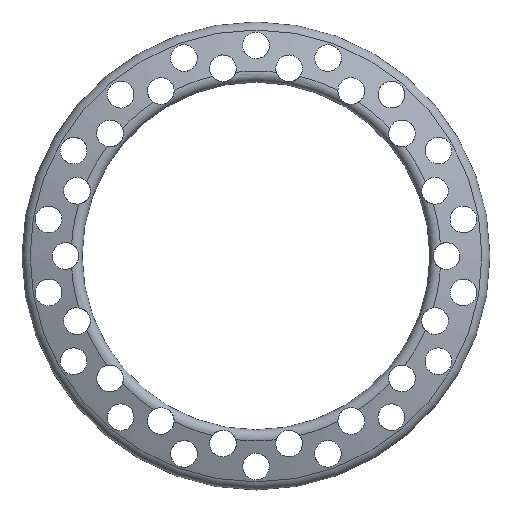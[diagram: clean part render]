
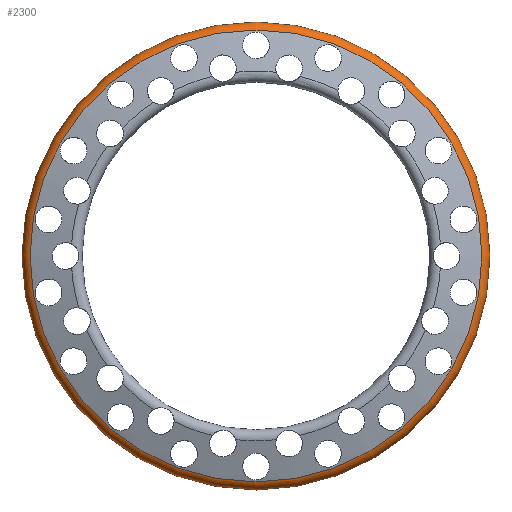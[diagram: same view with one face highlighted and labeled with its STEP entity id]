
A CAD part, top view. The second image highlights one B-rep face of the part: STEP entity #2300.
In plain terms, the highlighted toroidal (fillet/blend) face has major radius 665 mm and minor radius 35 mm.
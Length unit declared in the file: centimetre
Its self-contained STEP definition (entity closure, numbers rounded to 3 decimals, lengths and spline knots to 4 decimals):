
#83=TOROIDAL_SURFACE('',#2485,66.5,3.5);
#160=FACE_OUTER_BOUND('',#279,.T.);
#279=EDGE_LOOP('',(#2132,#2133,#2134,#2135,#2136,#2137));
#704=CIRCLE('',#2398,67.6004);
#705=CIRCLE('',#2399,67.6004);
#740=CIRCLE('',#2486,70.);
#741=CIRCLE('',#2487,3.5);
#742=CIRCLE('',#2488,70.);
#972=VERTEX_POINT('',#7298);
#973=VERTEX_POINT('',#7299);
#1011=VERTEX_POINT('',#8700);
#1012=VERTEX_POINT('',#8701);
#1298=EDGE_CURVE('',#972,#973,#704,.T.);
#1299=EDGE_CURVE('',#973,#972,#705,.T.);
#1389=EDGE_CURVE('',#1011,#1012,#740,.T.);
#1390=EDGE_CURVE('',#1011,#972,#741,.T.);
#1391=EDGE_CURVE('',#1012,#1011,#742,.T.);
#2132=ORIENTED_EDGE('',*,*,#1389,.F.);
#2133=ORIENTED_EDGE('',*,*,#1390,.T.);
#2134=ORIENTED_EDGE('',*,*,#1298,.T.);
#2135=ORIENTED_EDGE('',*,*,#1299,.T.);
#2136=ORIENTED_EDGE('',*,*,#1390,.F.);
#2137=ORIENTED_EDGE('',*,*,#1391,.F.);
#2300=ADVANCED_FACE('',(#160),#83,.T.);
#2398=AXIS2_PLACEMENT_3D('',#7300,#2736,#2737);
#2399=AXIS2_PLACEMENT_3D('',#7301,#2738,#2739);
#2485=AXIS2_PLACEMENT_3D('',#8699,#2929,#2930);
#2486=AXIS2_PLACEMENT_3D('',#8702,#2931,#2932);
#2487=AXIS2_PLACEMENT_3D('',#8703,#2933,#2934);
#2488=AXIS2_PLACEMENT_3D('',#8704,#2935,#2936);
#2736=DIRECTION('center_axis',(0.,0.,-1.));
#2737=DIRECTION('ref_axis',(-1.,0.,0.));
#2738=DIRECTION('center_axis',(0.,0.,-1.));
#2739=DIRECTION('ref_axis',(-1.,0.,0.));
#2929=DIRECTION('center_axis',(0.,0.,-1.));
#2930=DIRECTION('ref_axis',(0.,1.,0.));
#2931=DIRECTION('center_axis',(0.,0.,-1.));
#2932=DIRECTION('ref_axis',(-1.,0.,0.));
#2933=DIRECTION('center_axis',(-1.,0.,0.));
#2934=DIRECTION('ref_axis',(0.,-1.,0.));
#2935=DIRECTION('center_axis',(0.,0.,-1.));
#2936=DIRECTION('ref_axis',(-1.,0.,0.));
#7298=CARTESIAN_POINT('',(0.,-67.6004,9.7947));
#7299=CARTESIAN_POINT('',(67.6004,0.,9.7947));
#7300=CARTESIAN_POINT('Origin',(0.,0.,9.7947));
#7301=CARTESIAN_POINT('Origin',(0.,0.,9.7947));
#8699=CARTESIAN_POINT('Origin',(0.,0.,6.4722));
#8700=CARTESIAN_POINT('',(0.,-70.,6.4722));
#8701=CARTESIAN_POINT('',(70.,0.,6.4722));
#8702=CARTESIAN_POINT('Origin',(0.,0.,6.4722));
#8703=CARTESIAN_POINT('Origin',(0.,-66.5,6.4722));
#8704=CARTESIAN_POINT('Origin',(0.,0.,6.4722));
